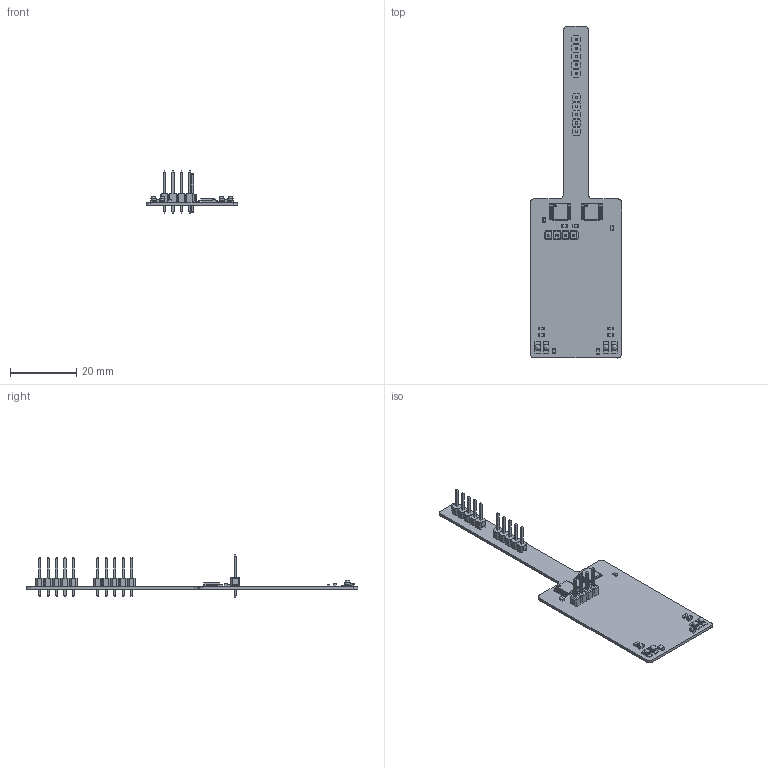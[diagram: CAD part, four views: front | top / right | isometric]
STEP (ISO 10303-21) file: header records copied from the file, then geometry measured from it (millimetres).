
FILE_DESCRIPTION(('Open CASCADE Model'),'2;1');
FILE_NAME('Open CASCADE Shape Model','2020-04-23T17:46:19',('Author'),( 'Open CASCADE'),'Open CASCADE STEP processor 6.5','Open CASCADE 6.5' ,'Unknown');
FILE_SCHEMA(('AUTOMOTIVE_DESIGN { 1 0 10303 214 1 1 1 1 }'));
Length unit declared in the file: millimetre
Products named in the file (54): PCB; Board; C4; CAPC1608X55N_EIA_0603; C3; C2; C1; R4; 1538942640; Extruded; 1538942384; R3; R2; 1538942256; 1538942128; R1; U1; TSOP-16-1; D1; 1538859968; Cylinder; 1538941360; 1538860088; Sphere; 1538941744; 1538941872; U2; T1; 1538859728; 1538941616; 1538859848; T2; MCU; Pin_Header_1x4_TH_Pitch_2.54mm; COMPOUND; D2; R5; R6; STP; DS1021-1x5S61 ...
Assembly tree (88 placements, depth 4):
  PCB
    Board
    C4
      CAPC1608X55N_EIA_0603
    C3
      CAPC1608X55N_EIA_0603
    C2
      CAPC1608X55N_EIA_0603
    C1
      CAPC1608X55N_EIA_0603
    R4
      1538942640
        Extruded
      1538942384  x2
        Extruded
    R3
      1538942640
        Extruded
      1538942384  x2
        Extruded
    R2
      1538942256
        Extruded
      1538942128  x2
        Extruded
    R1
      1538942256
        Extruded
      1538942128  x2
        Extruded
    U1
      TSOP-16-1
    D1
      1538859968
        Cylinder
      1538941360
        Extruded
      1538860088
        Sphere
      1538941744
        Extruded
      1538941872
        Extruded
    U2
      TSOP-16-1
    T1
      1538941872
        Extruded
      1538941744
        Extruded
      1538859728
        Sphere
      1538941616
        Extruded
      1538859848
        Cylinder
    T2
      1538941872
        Extruded
      1538941744
Bounding box: 27.5 x 100 x 12.7 mm (x, y, z)
Volume: 1698.5 mm3; surface area: 4916.4 mm2
Topology: 61 solids, 65 shells, 1352 faces, 3205 edges, 1941 vertices
Faces by surface type: plane 1062, cylinder 238, sphere 36, bspline 16
Full cylindrical faces by diameter (mm): 0.9 x3, 0.914 x1, 1.02 x10, 1.62 x4
Entity records: 42878 total; most frequent: CARTESIAN_POINT 10437, DIRECTION 4600, ORIENTED_EDGE 3044, PCURVE 3044, DEFINITIONAL_REPRESENTATION 3044, LINE 2710, VECTOR 2710, EDGE_CURVE 1534
